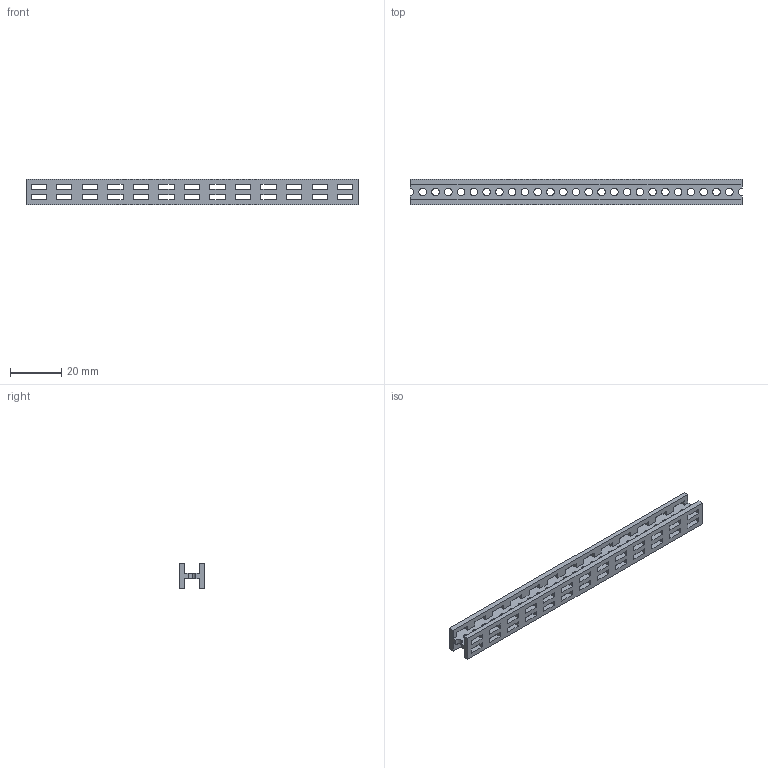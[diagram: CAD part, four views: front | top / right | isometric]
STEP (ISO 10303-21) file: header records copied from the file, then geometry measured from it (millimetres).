
FILE_DESCRIPTION (( 'STEP AP203' ), '1' );
FILE_NAME ('Beam 130.STEP', '2017-02-03T08:47:28', ( '' ), ( '' ), 'SwSTEP 2.0', 'SolidWorks 2015', '' );
FILE_SCHEMA (( 'CONFIG_CONTROL_DESIGN' ));
Length unit declared in the file: millimetre
Products named in the file (1): Beam 130
Bounding box: 130 x 10 x 10 mm (x, y, z)
Volume: 5144.4 mm3; surface area: 7910.5 mm2
Topology: 1 solids, 1 shells, 225 faces, 825 edges, 550 vertices
Faces by surface type: plane 172, cylinder 53
Entity records: 9070 total; most frequent: ORIENTED_EDGE 1650, CARTESIAN_POINT 1601, DIRECTION 1383, EDGE_CURVE 825, LINE 719, VECTOR 719, VERTEX_POINT 550, AXIS2_PLACEMENT_3D 332
